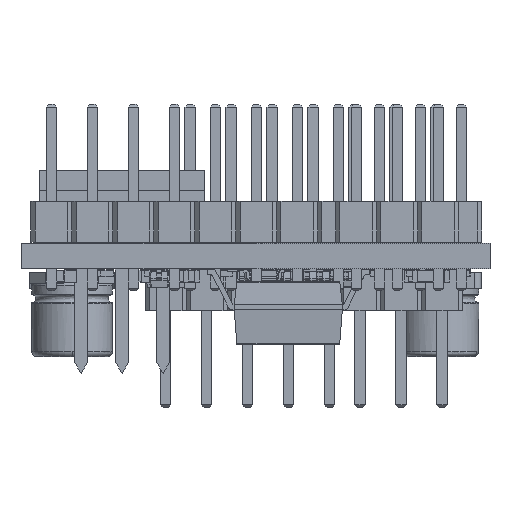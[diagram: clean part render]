
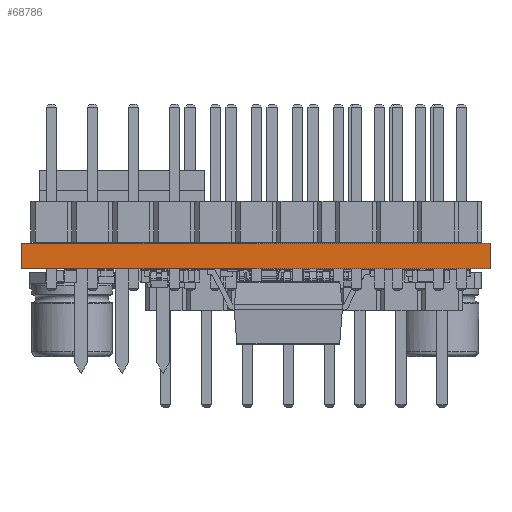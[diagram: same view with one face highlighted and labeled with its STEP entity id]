
A CAD part, front view. The second image highlights one B-rep face of the part: STEP entity #68786.
In plain terms, the highlighted planar face has unit normal (0, -1, 0).
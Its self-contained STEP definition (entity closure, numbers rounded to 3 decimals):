
#68786 = ADVANCED_FACE('',(#68787),#68821,.T.);
#68787 = FACE_BOUND('',#68788,.T.);
#68788 = EDGE_LOOP('',(#68789,#68799,#68807,#68815));
#68789 = ORIENTED_EDGE('',*,*,#68790,.T.);
#68790 = EDGE_CURVE('',#68791,#68793,#68795,.T.);
#68791 = VERTEX_POINT('',#68792);
#68792 = CARTESIAN_POINT('',(14.5,-43.3,0.));
#68793 = VERTEX_POINT('',#68794);
#68794 = CARTESIAN_POINT('',(14.5,-43.3,1.6));
#68795 = LINE('',#68796,#68797);
#68796 = CARTESIAN_POINT('',(14.5,-43.3,0.));
#68797 = VECTOR('',#68798,1.);
#68798 = DIRECTION('',(0.,0.,1.));
#68799 = ORIENTED_EDGE('',*,*,#68800,.T.);
#68800 = EDGE_CURVE('',#68793,#68801,#68803,.T.);
#68801 = VERTEX_POINT('',#68802);
#68802 = CARTESIAN_POINT('',(-14.5,-43.3,1.6));
#68803 = LINE('',#68804,#68805);
#68804 = CARTESIAN_POINT('',(14.5,-43.3,1.6));
#68805 = VECTOR('',#68806,1.);
#68806 = DIRECTION('',(-1.,0.,0.));
#68807 = ORIENTED_EDGE('',*,*,#68808,.F.);
#68808 = EDGE_CURVE('',#68809,#68801,#68811,.T.);
#68809 = VERTEX_POINT('',#68810);
#68810 = CARTESIAN_POINT('',(-14.5,-43.3,0.));
#68811 = LINE('',#68812,#68813);
#68812 = CARTESIAN_POINT('',(-14.5,-43.3,0.));
#68813 = VECTOR('',#68814,1.);
#68814 = DIRECTION('',(0.,0.,1.));
#68815 = ORIENTED_EDGE('',*,*,#68816,.F.);
#68816 = EDGE_CURVE('',#68791,#68809,#68817,.T.);
#68817 = LINE('',#68818,#68819);
#68818 = CARTESIAN_POINT('',(14.5,-43.3,0.));
#68819 = VECTOR('',#68820,1.);
#68820 = DIRECTION('',(-1.,0.,0.));
#68821 = PLANE('',#68822);
#68822 = AXIS2_PLACEMENT_3D('',#68823,#68824,#68825);
#68823 = CARTESIAN_POINT('',(14.5,-43.3,0.));
#68824 = DIRECTION('',(0.,-1.,0.));
#68825 = DIRECTION('',(-1.,0.,0.));
